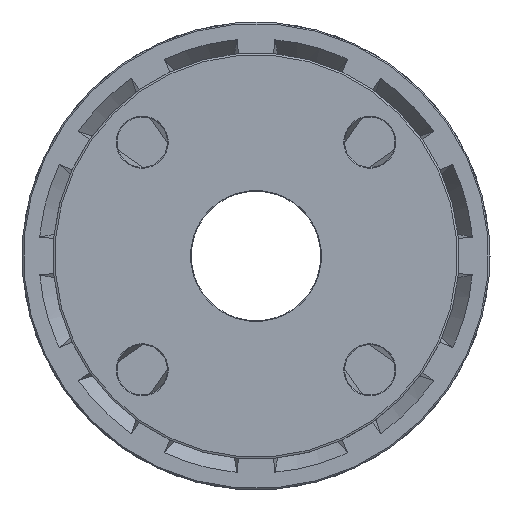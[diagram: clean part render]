
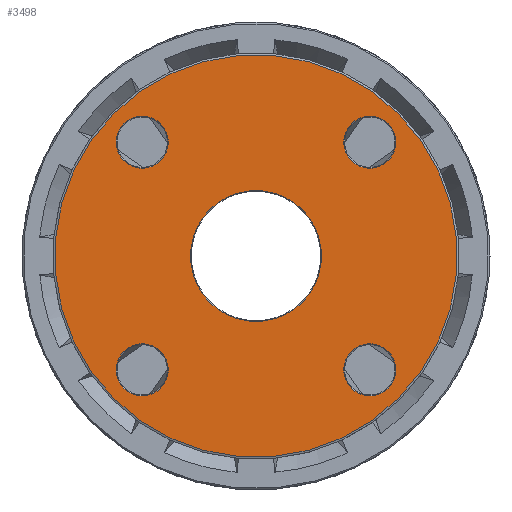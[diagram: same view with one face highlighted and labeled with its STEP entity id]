
A CAD part, front view. The second image highlights one B-rep face of the part: STEP entity #3498.
In plain terms, the highlighted planar face has unit normal (0, -1, 0).
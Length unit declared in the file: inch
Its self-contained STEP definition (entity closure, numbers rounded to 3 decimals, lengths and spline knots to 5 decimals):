
#3420=CARTESIAN_POINT('',(7.4709,1.6396,-2.1348));
#3421=VERTEX_POINT('',#3420);
#3422=CARTESIAN_POINT('',(9.57101,1.6396,-0.03469));
#3423=DIRECTION('',(0.,1.,0.));
#3424=DIRECTION('',(0.707,0.,0.707));
#3425=AXIS2_PLACEMENT_3D('',#3422,#3423,#3424);
#3426=CIRCLE('',#3425,2.97);
#3427=EDGE_CURVE('',#3421,#3421,#3426,.T.);
#3435=CARTESIAN_POINT('',(8.17217,1.6396,-1.43352));
#3436=DIRECTION('',(0.0,-1.0,0.0));
#3437=DIRECTION('',(-0.707,0.0,0.707));
#3438=AXIS2_PLACEMENT_3D('',#3435,#3436,#3437);
#3439=PLANE('',#3438);
#3440=ORIENTED_EDGE('',*,*,#3427,.F.);
#3441=EDGE_LOOP('',(#3440));
#3442=FACE_OUTER_BOUND('',#3441,.T.);
#3443=CARTESIAN_POINT('',(10.97992,1.6396,1.91516));
#3444=VERTEX_POINT('',#3443);
#3445=CARTESIAN_POINT('',(11.25038,1.6396,1.64469));
#3446=DIRECTION('',(0.,-1.,0.));
#3447=DIRECTION('',(0.707,0.,-0.707));
#3448=AXIS2_PLACEMENT_3D('',#3445,#3446,#3447);
#3449=CIRCLE('',#3448,0.3825);
#3450=EDGE_CURVE('',#3444,#3444,#3449,.T.);
#3451=ORIENTED_EDGE('',*,*,#3450,.F.);
#3452=EDGE_LOOP('',(#3451));
#3453=FACE_BOUND('',#3452,.T.);
#3454=CARTESIAN_POINT('',(11.52085,1.6396,-1.4436));
#3455=VERTEX_POINT('',#3454);
#3456=CARTESIAN_POINT('',(11.25038,1.6396,-1.71407));
#3457=DIRECTION('',(0.,-1.,0.));
#3458=DIRECTION('',(-0.707,0.,-0.707));
#3459=AXIS2_PLACEMENT_3D('',#3456,#3457,#3458);
#3460=CIRCLE('',#3459,0.3825);
#3461=EDGE_CURVE('',#3455,#3455,#3460,.T.);
#3462=ORIENTED_EDGE('',*,*,#3461,.F.);
#3463=EDGE_LOOP('',(#3462));
#3464=FACE_BOUND('',#3463,.T.);
#3465=CARTESIAN_POINT('',(8.16209,1.6396,-1.98454));
#3466=VERTEX_POINT('',#3465);
#3467=CARTESIAN_POINT('',(7.89163,1.6396,-1.71407));
#3468=DIRECTION('',(0.,-1.,0.));
#3469=DIRECTION('',(-0.707,0.,0.707));
#3470=AXIS2_PLACEMENT_3D('',#3467,#3468,#3469);
#3471=CIRCLE('',#3470,0.3825);
#3472=EDGE_CURVE('',#3466,#3466,#3471,.T.);
#3473=ORIENTED_EDGE('',*,*,#3472,.F.);
#3474=EDGE_LOOP('',(#3473));
#3475=FACE_BOUND('',#3474,.T.);
#3476=CARTESIAN_POINT('',(8.88759,1.6396,-0.71811));
#3477=VERTEX_POINT('',#3476);
#3478=CARTESIAN_POINT('',(9.57101,1.6396,-0.03469));
#3479=DIRECTION('',(0.,-1.0,0.));
#3480=DIRECTION('',(0.707,0.,0.707));
#3481=AXIS2_PLACEMENT_3D('',#3478,#3479,#3480);
#3482=CIRCLE('',#3481,0.9665);
#3483=EDGE_CURVE('',#3477,#3477,#3482,.T.);
#3484=ORIENTED_EDGE('',*,*,#3483,.F.);
#3485=EDGE_LOOP('',(#3484));
#3486=FACE_BOUND('',#3485,.T.);
#3487=CARTESIAN_POINT('',(7.62116,1.6396,1.37422));
#3488=VERTEX_POINT('',#3487);
#3489=CARTESIAN_POINT('',(7.89163,1.6396,1.64469));
#3490=DIRECTION('',(0.,-1.,0.));
#3491=DIRECTION('',(0.707,0.,0.707));
#3492=AXIS2_PLACEMENT_3D('',#3489,#3490,#3491);
#3493=CIRCLE('',#3492,0.3825);
#3494=EDGE_CURVE('',#3488,#3488,#3493,.T.);
#3495=ORIENTED_EDGE('',*,*,#3494,.F.);
#3496=EDGE_LOOP('',(#3495));
#3497=FACE_BOUND('',#3496,.T.);
#3498=ADVANCED_FACE('',(#3442,#3453,#3464,#3475,#3486,#3497),#3439,.T.);
